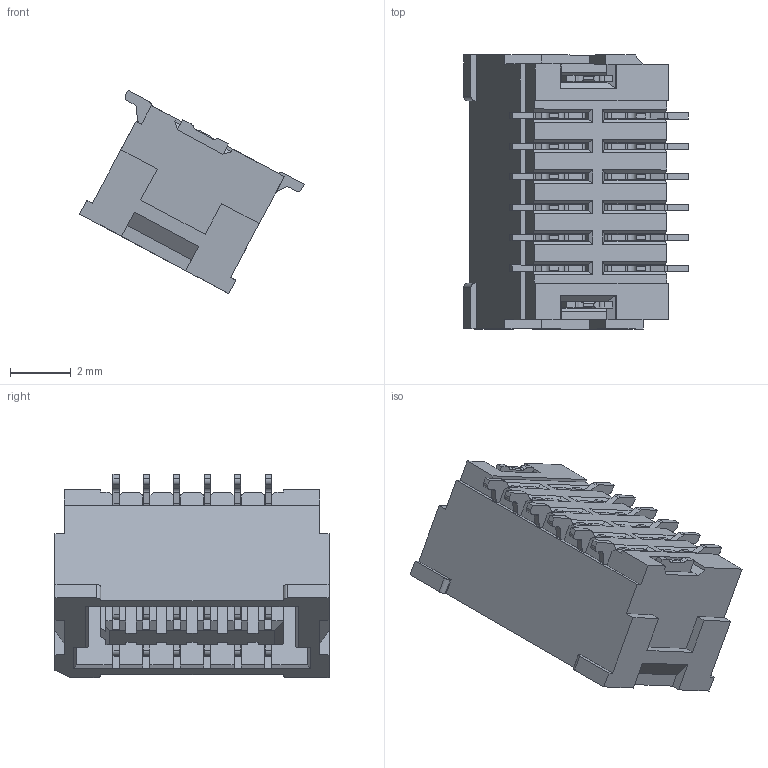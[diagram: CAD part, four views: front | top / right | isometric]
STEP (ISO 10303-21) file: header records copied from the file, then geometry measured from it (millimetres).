
FILE_DESCRIPTION (( 'STEP AP203' ), '1' );
FILE_NAME ('FWF10014-D12S83NAM.STEP', '2025-11-21T06:00:33', ( '' ), ( '' ), 'SwSTEP 2.0', 'SolidWorks 2021', '' );
FILE_SCHEMA (( 'CONFIG_CONTROL_DESIGN' ));
Length unit declared in the file: millimetre
Products named in the file (1): FWF10014-D12S83NAM
Bounding box: 7.38 x 9 x 6.68 mm (x, y, z)
Volume: 129.6 mm3; surface area: 594.8 mm2
Topology: 9 solids, 9 shells, 1198 faces, 3661 edges, 2417 vertices
Faces by surface type: plane 758, cylinder 430, bspline 10
Entity records: 41190 total; most frequent: CARTESIAN_POINT 8233, ORIENTED_EDGE 7322, DIRECTION 6445, EDGE_CURVE 3661, LINE 2723, VECTOR 2723, VERTEX_POINT 2417, AXIS2_PLACEMENT_3D 1861
